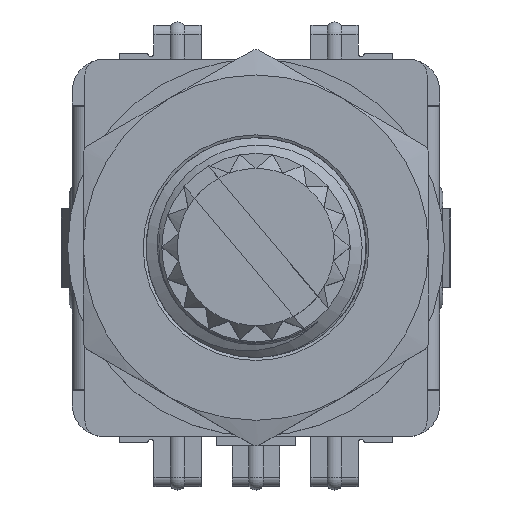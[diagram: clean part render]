
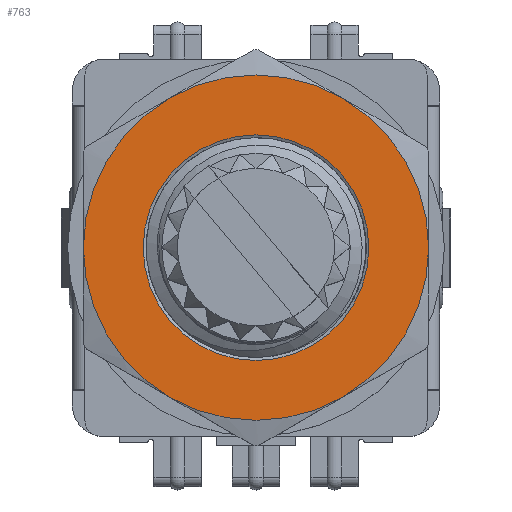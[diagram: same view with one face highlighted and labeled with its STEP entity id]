
A CAD part, top view. The second image highlights one B-rep face of the part: STEP entity #763.
In plain terms, the highlighted planar face has unit normal (0, 0, 1).
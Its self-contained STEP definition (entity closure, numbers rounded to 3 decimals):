
#763=ADVANCED_FACE('',(#10567,#10569),#10571,.T.);
#10567=FACE_BOUND('',#10568,.T.);
#10568=EDGE_LOOP('',(#15511,#15512,#15513,#15514,#15515,#15516));
#10569=FACE_BOUND('',#10570,.T.);
#10570=EDGE_LOOP('',(#15517));
#10571=PLANE('',#10572);
#10572=AXIS2_PLACEMENT_3D('',#10573,#10574,#10575);
#10573=CARTESIAN_POINT('',(0.,0.,3.3));
#10574=DIRECTION('',(0.,0.,1.));
#10575=DIRECTION('',(0.,-1.,0.));
#15511=ORIENTED_EDGE('',*,*,#18017,.F.);
#15512=ORIENTED_EDGE('',*,*,#18018,.F.);
#15513=ORIENTED_EDGE('',*,*,#18019,.F.);
#15514=ORIENTED_EDGE('',*,*,#18020,.F.);
#15515=ORIENTED_EDGE('',*,*,#18021,.F.);
#15516=ORIENTED_EDGE('',*,*,#18022,.F.);
#15517=ORIENTED_EDGE('',*,*,#18004,.T.);
#18004=EDGE_CURVE('',#19408,#19408,#19409,.T.);
#18017=EDGE_CURVE('',#19430,#19431,#19432,.T.);
#18018=EDGE_CURVE('',#19433,#19430,#19434,.T.);
#18019=EDGE_CURVE('',#19435,#19433,#19436,.T.);
#18020=EDGE_CURVE('',#19437,#19435,#19438,.T.);
#18021=EDGE_CURVE('',#19439,#19437,#19440,.T.);
#18022=EDGE_CURVE('',#19431,#19439,#19441,.T.);
#19408=VERTEX_POINT('',#23498);
#19409=CIRCLE('',#23499,3.594);
#19430=VERTEX_POINT('',#24005);
#19431=VERTEX_POINT('',#24006);
#19432=CIRCLE('',#24007,5.5);
#19433=VERTEX_POINT('',#24011);
#19434=CIRCLE('',#24012,5.5);
#19435=VERTEX_POINT('',#24016);
#19436=CIRCLE('',#24017,5.5);
#19437=VERTEX_POINT('',#24021);
#19438=CIRCLE('',#24022,5.5);
#19439=VERTEX_POINT('',#24026);
#19440=CIRCLE('',#24027,5.5);
#19441=CIRCLE('',#24031,5.5);
#23498=CARTESIAN_POINT('',(0.,-3.594,3.3));
#23499=AXIS2_PLACEMENT_3D('',#23500,#23501,#23502);
#23500=CARTESIAN_POINT('',(0.,0.,3.3));
#23501=DIRECTION('',(0.,0.,-1.));
#23502=DIRECTION('',(0.,-1.,0.));
#24005=CARTESIAN_POINT('',(5.5,0.,3.3));
#24006=CARTESIAN_POINT('',(2.75,-4.763,3.3));
#24007=AXIS2_PLACEMENT_3D('',#24008,#24009,#24010);
#24008=CARTESIAN_POINT('',(0.,0.,3.3));
#24009=DIRECTION('',(0.,0.,-1.));
#24010=DIRECTION('',(1.,0.,0.));
#24011=CARTESIAN_POINT('',(2.75,4.763,3.3));
#24012=AXIS2_PLACEMENT_3D('',#24013,#24014,#24015);
#24013=CARTESIAN_POINT('',(0.,0.,3.3));
#24014=DIRECTION('',(0.,0.,-1.));
#24015=DIRECTION('',(0.5,0.866,0.));
#24016=CARTESIAN_POINT('',(-2.75,4.763,3.3));
#24017=AXIS2_PLACEMENT_3D('',#24018,#24019,#24020);
#24018=CARTESIAN_POINT('',(0.,0.,3.3));
#24019=DIRECTION('',(0.,0.,-1.));
#24020=DIRECTION('',(-0.5,0.866,0.));
#24021=CARTESIAN_POINT('',(-5.5,0.,3.3));
#24022=AXIS2_PLACEMENT_3D('',#24023,#24024,#24025);
#24023=CARTESIAN_POINT('',(0.,0.,3.3));
#24024=DIRECTION('',(0.,0.,-1.));
#24025=DIRECTION('',(-1.,0.,0.));
#24026=CARTESIAN_POINT('',(-2.75,-4.763,3.3));
#24027=AXIS2_PLACEMENT_3D('',#24028,#24029,#24030);
#24028=CARTESIAN_POINT('',(0.,0.,3.3));
#24029=DIRECTION('',(0.,0.,-1.));
#24030=DIRECTION('',(-0.5,-0.866,0.));
#24031=AXIS2_PLACEMENT_3D('',#24032,#24033,#24034);
#24032=CARTESIAN_POINT('',(0.,0.,3.3));
#24033=DIRECTION('',(0.,0.,-1.));
#24034=DIRECTION('',(0.5,-0.866,0.));
